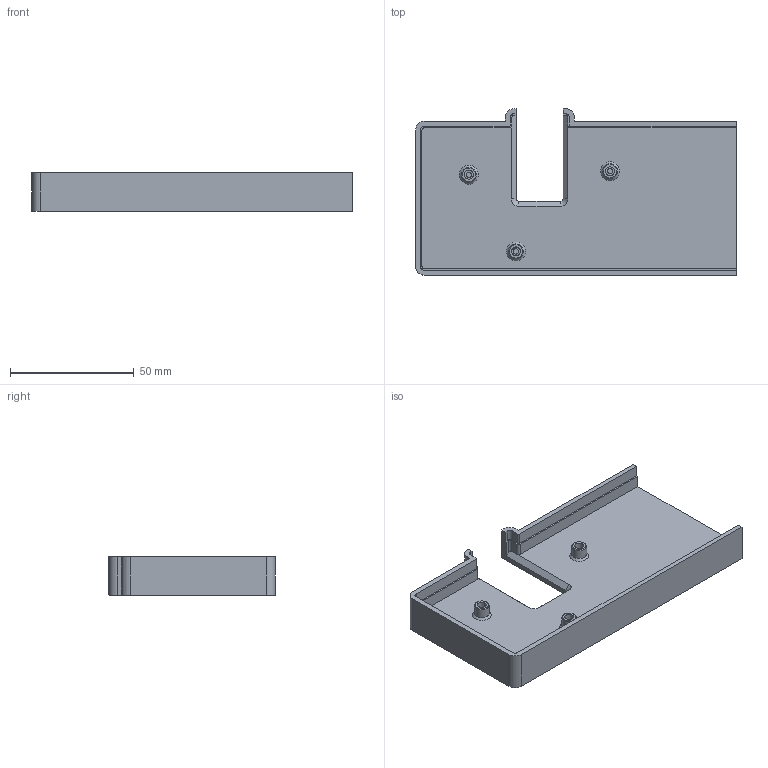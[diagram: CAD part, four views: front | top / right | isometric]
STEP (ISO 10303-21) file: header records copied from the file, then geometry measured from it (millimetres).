
FILE_DESCRIPTION(/* description */ (''),/* implementation_level */ '2;1');
FILE_NAME(/* name */ 'Case-Split-L.step',/* time_stamp */ '2022-11-18T21:02:19+02:00',/* author */ (''),/* organization */ (''),/* preprocessor_version */ 'ST-DEVELOPER v19.2',/* originating_system */ 'Autodesk Translation Framework v11.17.0.187',/* authorisation */ '');
FILE_SCHEMA (('AUTOMOTIVE_DESIGN { 1 0 10303 214 3 1 1 }'));
Length unit declared in the file: millimetre
Products named in the file (1): PRKL30_LoPro_case
Bounding box: 129.75 x 67.23 x 15.7 mm (x, y, z)
Volume: 50364.5 mm3; surface area: 24743.9 mm2
Topology: 1 solids, 1 shells, 162 faces, 416 edges, 274 vertices
Faces by surface type: plane 74, bspline 46, cylinder 32, cone 10
Full cylindrical faces by diameter (mm): 2.15 x3, 3.6 x3, 5.2 x2, 6 x3, 8.2 x2
Entity records: 5389 total; most frequent: CARTESIAN_POINT 1657, ORIENTED_EDGE 832, DIRECTION 634, EDGE_CURVE 416, VERTEX_POINT 274, LINE 244, VECTOR 244, AXIS2_PLACEMENT_3D 195
